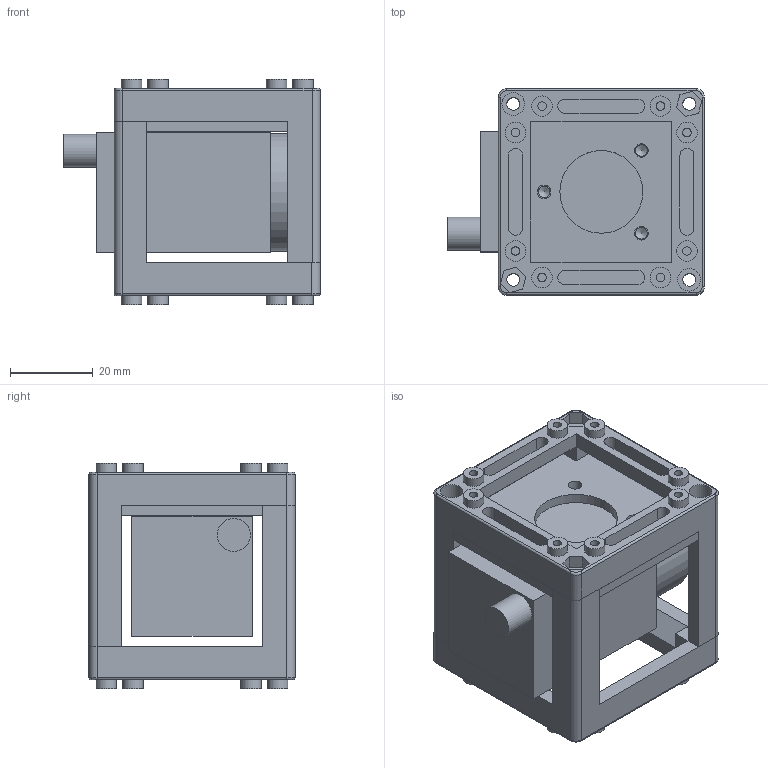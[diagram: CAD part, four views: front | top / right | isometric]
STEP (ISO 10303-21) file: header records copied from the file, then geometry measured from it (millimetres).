
FILE_DESCRIPTION(/* description */ (''),/* implementation_level */ '2;1');
FILE_NAME(/* name */ 'Assembly_Cube_BaslerCam_acA1920_25gm_v3.iam.step',/* time_stamp */ '2022-11-29T09:00:26+01:00',/* author */ ('marsikovabarbora'),/* organization */ (''),/* preprocessor_version */ 'ST-DEVELOPER v18.1',/* originating_system */ 'Autodesk Inventor 2022',/* authorisation */ '');
FILE_SCHEMA (('AUTOMOTIVE_DESIGN { 1 0 10303 214 3 1 1 }'));
Length unit declared in the file: millimetre
Products named in the file (5): Assembly_Cube_BaslerCam_acA1920_25gm_v3; Assembly_Cube_empty_IM_v3; 10_Cube_1x1_IM; 00_Basler_acA1920_25gm; 20_Cube_insert_Basler_acA1920_25gm_v3
Assembly tree (5 placements, depth 3):
  Assembly_Cube_BaslerCam_acA1920_25gm_v3
    Assembly_Cube_empty_IM_v3
      10_Cube_1x1_IM  x2
    00_Basler_acA1920_25gm
    20_Cube_insert_Basler_acA1920_25gm_v3
Bounding box: 62 x 49.8 x 54.5 mm (x, y, z)
Volume: 63647 mm3; surface area: 32456.4 mm2
Topology: 4 solids, 4 shells, 348 faces, 836 edges, 551 vertices
Faces by surface type: plane 211, cylinder 126, torus 8, cone 3
Full cylindrical faces by diameter (mm): 2.05 x16, 2.8 x3, 3.1 x8, 3.3 x3, 4.95 x16, 5.5 x4, 8 x1, 20 x1, 25.474 x1, 28.4 x1
Entity records: 5849 total; most frequent: DIRECTION 1011, CARTESIAN_POINT 974, ORIENTED_EDGE 926, EDGE_CURVE 463, AXIS2_PLACEMENT_3D 344, LINE 323, VECTOR 323, VERTEX_POINT 307
